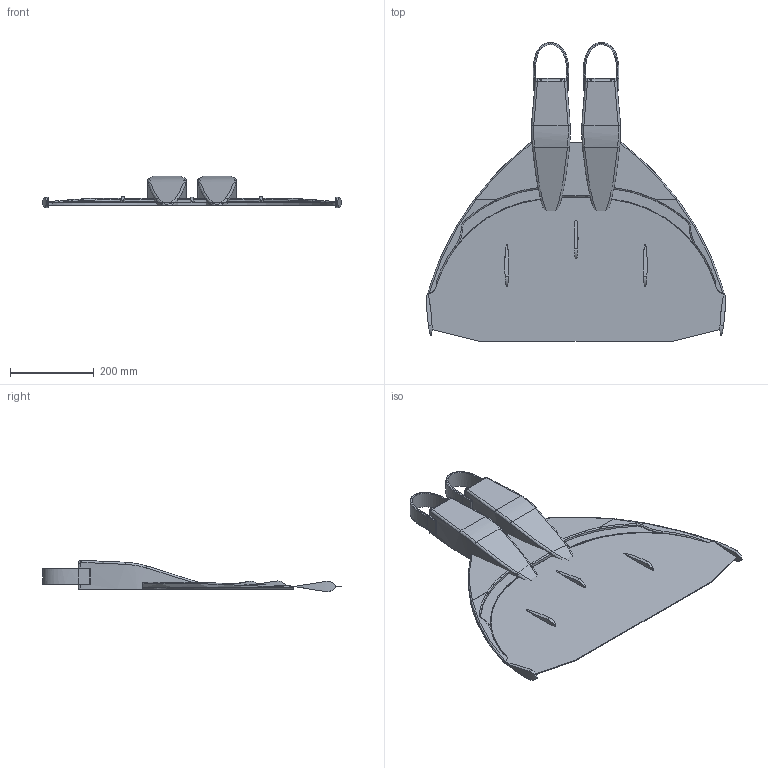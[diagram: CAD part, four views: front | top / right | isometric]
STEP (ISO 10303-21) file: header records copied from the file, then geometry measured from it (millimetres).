
FILE_DESCRIPTION(/* description */ (''),/* implementation_level */ '2;1');
FILE_NAME(/* name */ 'Monopalme v10.step',/* time_stamp */ '2025-07-27T21:25:16+02:00',/* author */ (''),/* organization */ (''),/* preprocessor_version */ 'ST-DEVELOPER v20.1',/* originating_system */ 'Autodesk Translation Framework v14.4.0.0',/* authorisation */ '');
FILE_SCHEMA (('AUTOMOTIVE_DESIGN { 1 0 10303 214 3 1 1 }'));
Length unit declared in the file: millimetre
Products named in the file (1): Monopalme
Bounding box: 714.66 x 715.36 x 74.99 mm (x, y, z)
Volume: 2675117.5 mm3; surface area: 865297.3 mm2
Topology: 9 solids, 9 shells, 248 faces, 588 edges, 342 vertices
Faces by surface type: cylinder 81, bspline 79, plane 58, torus 18, sphere 12
Entity records: 11387 total; most frequent: CARTESIAN_POINT 6143, ORIENTED_EDGE 1152, DIRECTION 1000, EDGE_CURVE 576, AXIS2_PLACEMENT_3D 414, VERTEX_POINT 342, FACE_OUTER_BOUND 248, EDGE_LOOP 248
